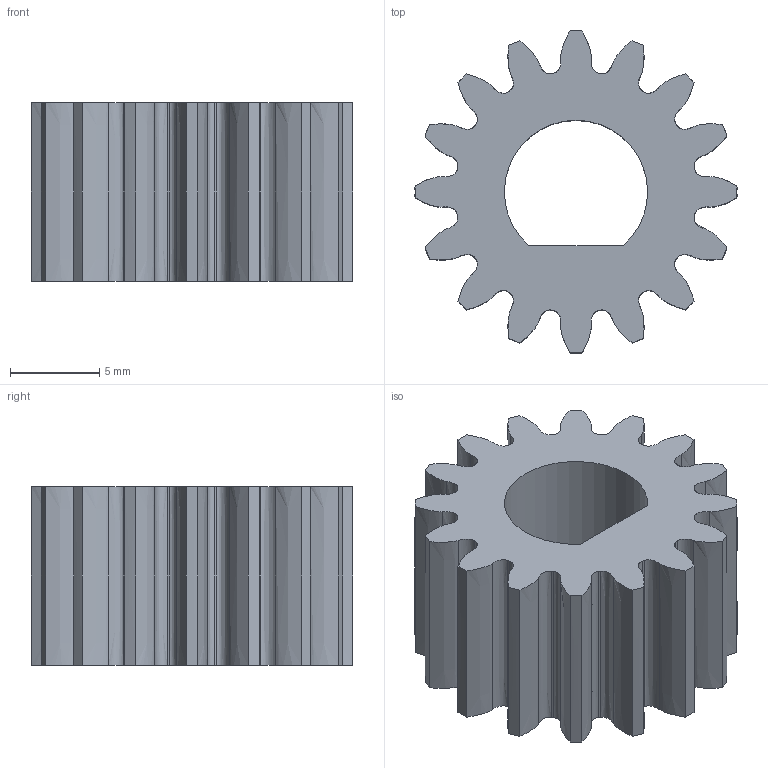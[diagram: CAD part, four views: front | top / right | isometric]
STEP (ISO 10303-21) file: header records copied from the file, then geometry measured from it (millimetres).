
FILE_DESCRIPTION(/* description */ (''),/* implementation_level */ '2;1');
FILE_NAME(/* name */ 'gear_small.stp',/* time_stamp */ '2022-07-27T16:51:39+08:00',/* author */ (''),/* organization */ (''),/* preprocessor_version */ 'ST-DEVELOPER v14',/* originating_system */ 'SIEMENS PLM Software NX 8.0',/* authorisation */ '');
FILE_SCHEMA (('AUTOMOTIVE_DESIGN { 1 0 10303 214 3 1 1 1 }'));
Length unit declared in the file: millimetre
Products named in the file (1): ASUS69D84C71nv2i
Bounding box: 18 x 18 x 10 mm (x, y, z)
Volume: 1503.7 mm3; surface area: 1522.9 mm2
Topology: 1 solids, 1 shells, 100 faces, 294 edges, 196 vertices
Faces by surface type: extrusion 80, cylinder 17, plane 3
Entity records: 4784 total; most frequent: CARTESIAN_POINT 2367, ORIENTED_EDGE 588, EDGE_CURVE 294, DIRECTION 290, B_SPLINE_CURVE_WITH_KNOTS 240, VERTEX_POINT 196, VECTOR 180, EDGE_LOOP 102
